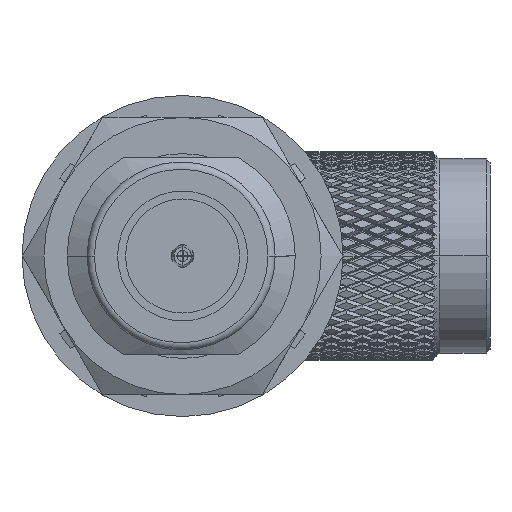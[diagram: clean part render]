
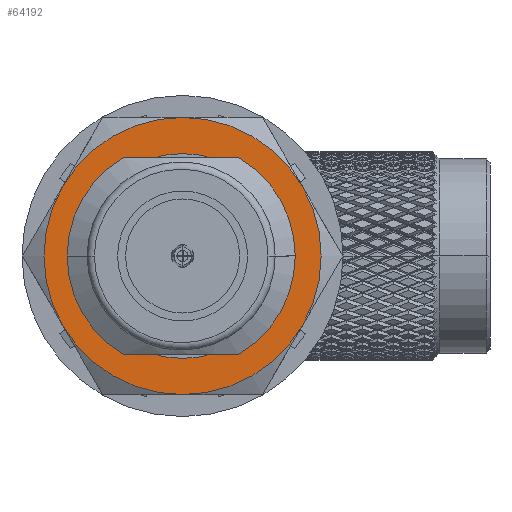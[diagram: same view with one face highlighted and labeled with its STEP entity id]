
A CAD part, left-side view. The second image highlights one B-rep face of the part: STEP entity #64192.
In plain terms, the highlighted planar face has unit normal (-1, 0, 0).
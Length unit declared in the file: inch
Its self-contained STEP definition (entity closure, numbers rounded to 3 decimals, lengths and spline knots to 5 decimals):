
#382 = CARTESIAN_POINT ( 'NONE',  ( -0.10167, 0., 0. ) ) ;
#1366 = DIRECTION ( 'NONE',  ( -1., 0., 0. ) ) ;
#1440 = AXIS2_PLACEMENT_3D ( 'NONE', #7512, #6335, #114618 ) ;
#3968 = VERTEX_POINT ( 'NONE', #28578 ) ;
#5278 = EDGE_LOOP ( 'NONE', ( #86529, #18214 ) ) ;
#6335 = DIRECTION ( 'NONE',  ( 1., 0., 0. ) ) ;
#7398 = DIRECTION ( 'NONE',  ( 0., 0., 1. ) ) ;
#7512 = CARTESIAN_POINT ( 'NONE',  ( -0.10167, 0., 0. ) ) ;
#8764 = ORIENTED_EDGE ( 'NONE', *, *, #113521, .T. ) ;
#11166 = EDGE_CURVE ( 'NONE', #52827, #64190, #36223, .T. ) ;
#11825 = CARTESIAN_POINT ( 'NONE',  ( -0.10167, 0., 0.37963 ) ) ;
#13149 = CIRCLE ( 'NONE', #64124, 0.37963 ) ;
#14612 = EDGE_CURVE ( 'NONE', #68001, #44527, #47205, .T. ) ;
#18214 = ORIENTED_EDGE ( 'NONE', *, *, #49205, .T. ) ;
#19818 = CARTESIAN_POINT ( 'NONE',  ( -0.10167, 0., 0. ) ) ;
#20857 = CARTESIAN_POINT ( 'NONE',  ( -0.10167, 0., 0. ) ) ;
#25452 = CARTESIAN_POINT ( 'NONE',  ( -0.10167, -0.32877, -0.18982 ) ) ;
#28555 = ORIENTED_EDGE ( 'NONE', *, *, #77554, .T. ) ;
#28578 = CARTESIAN_POINT ( 'NONE',  ( -0.10167, 0.32877, -0.18982 ) ) ;
#32779 = ORIENTED_EDGE ( 'NONE', *, *, #49718, .T. ) ;
#33068 = DIRECTION ( 'NONE',  ( -1., 0., 0. ) ) ;
#34359 = AXIS2_PLACEMENT_3D ( 'NONE', #96974, #42707, #7398 ) ;
#35091 = AXIS2_PLACEMENT_3D ( 'NONE', #20857, #1366, #83903 ) ;
#36223 = CIRCLE ( 'NONE', #35091, 0.37963 ) ;
#37116 = ORIENTED_EDGE ( 'NONE', *, *, #94000, .T. ) ;
#39878 = CIRCLE ( 'NONE', #97684, 0.37963 ) ;
#42549 = DIRECTION ( 'NONE',  ( 0., 0., 1. ) ) ;
#42707 = DIRECTION ( 'NONE',  ( -1., 0., 0. ) ) ;
#44527 = VERTEX_POINT ( 'NONE', #61495 ) ;
#45701 = VERTEX_POINT ( 'NONE', #11825 ) ;
#47205 = CIRCLE ( 'NONE', #1440, 0.28063 ) ;
#49205 = EDGE_CURVE ( 'NONE', #44527, #68001, #96634, .T. ) ;
#49600 = DIRECTION ( 'NONE',  ( -1., 0., 0. ) ) ;
#49718 = EDGE_CURVE ( 'NONE', #3968, #52827, #39878, .T. ) ;
#50199 = CARTESIAN_POINT ( 'NONE',  ( -0.10167, 0., 0. ) ) ;
#52827 = VERTEX_POINT ( 'NONE', #81698 ) ;
#56159 = CIRCLE ( 'NONE', #34359, 0.37963 ) ;
#56314 = DIRECTION ( 'NONE',  ( 0., 0., 1. ) ) ;
#56735 = FACE_OUTER_BOUND ( 'NONE', #95708, .T. ) ;
#57091 = AXIS2_PLACEMENT_3D ( 'NONE', #50199, #114827, #60462 ) ;
#60462 = DIRECTION ( 'NONE',  ( 0., 0., -1. ) ) ;
#61495 = CARTESIAN_POINT ( 'NONE',  ( -0.10167, 0., 0.28063 ) ) ;
#64124 = AXIS2_PLACEMENT_3D ( 'NONE', #94054, #49600, #84559 ) ;
#64190 = VERTEX_POINT ( 'NONE', #25452 ) ;
#64192 = ADVANCED_FACE ( 'NONE', ( #106347, #56735 ), #87322, .T. ) ;
#64202 = DIRECTION ( 'NONE',  ( 0., 0., 1. ) ) ;
#67583 = EDGE_CURVE ( 'NONE', #45701, #110203, #74729, .T. ) ;
#68001 = VERTEX_POINT ( 'NONE', #96582 ) ;
#70727 = DIRECTION ( 'NONE',  ( 0., 0., 1. ) ) ;
#71005 = CARTESIAN_POINT ( 'NONE',  ( -0.10167, 0.28063, 0. ) ) ;
#74665 = AXIS2_PLACEMENT_3D ( 'NONE', #71005, #33068, #42549 ) ;
#74729 = CIRCLE ( 'NONE', #103834, 0.37963 ) ;
#77554 = EDGE_CURVE ( 'NONE', #110203, #3968, #111140, .T. ) ;
#80172 = CARTESIAN_POINT ( 'NONE',  ( -0.10167, 0.32877, 0.18982 ) ) ;
#80329 = DIRECTION ( 'NONE',  ( -1., 0., 0. ) ) ;
#81698 = CARTESIAN_POINT ( 'NONE',  ( -0.10167, 0., -0.37963 ) ) ;
#81709 = DIRECTION ( 'NONE',  ( -1., 0., 0. ) ) ;
#82915 = DIRECTION ( 'NONE',  ( -1., 0., 0. ) ) ;
#83903 = DIRECTION ( 'NONE',  ( 0., 0., 1. ) ) ;
#84559 = DIRECTION ( 'NONE',  ( 0., 0., 1. ) ) ;
#86529 = ORIENTED_EDGE ( 'NONE', *, *, #14612, .T. ) ;
#87322 = PLANE ( 'NONE',  #74665 ) ;
#87646 = AXIS2_PLACEMENT_3D ( 'NONE', #108446, #80329, #70727 ) ;
#87768 = CARTESIAN_POINT ( 'NONE',  ( -0.10167, -0.32877, 0.18982 ) ) ;
#94000 = EDGE_CURVE ( 'NONE', #64190, #105447, #56159, .T. ) ;
#94054 = CARTESIAN_POINT ( 'NONE',  ( -0.10167, 0., 0. ) ) ;
#95708 = EDGE_LOOP ( 'NONE', ( #8764, #111985, #28555, #32779, #113787, #37116 ) ) ;
#96582 = CARTESIAN_POINT ( 'NONE',  ( -0.10167, 0., -0.28063 ) ) ;
#96634 = CIRCLE ( 'NONE', #57091, 0.28063 ) ;
#96974 = CARTESIAN_POINT ( 'NONE',  ( -0.10167, 0., 0. ) ) ;
#97684 = AXIS2_PLACEMENT_3D ( 'NONE', #19818, #81709, #64202 ) ;
#103834 = AXIS2_PLACEMENT_3D ( 'NONE', #382, #82915, #56314 ) ;
#105447 = VERTEX_POINT ( 'NONE', #87768 ) ;
#106347 = FACE_BOUND ( 'NONE', #5278, .T. ) ;
#108446 = CARTESIAN_POINT ( 'NONE',  ( -0.10167, 0., 0. ) ) ;
#110203 = VERTEX_POINT ( 'NONE', #80172 ) ;
#111140 = CIRCLE ( 'NONE', #87646, 0.37963 ) ;
#111985 = ORIENTED_EDGE ( 'NONE', *, *, #67583, .T. ) ;
#113521 = EDGE_CURVE ( 'NONE', #105447, #45701, #13149, .T. ) ;
#113787 = ORIENTED_EDGE ( 'NONE', *, *, #11166, .T. ) ;
#114618 = DIRECTION ( 'NONE',  ( 0., 0., -1. ) ) ;
#114827 = DIRECTION ( 'NONE',  ( 1., 0., 0. ) ) ;
